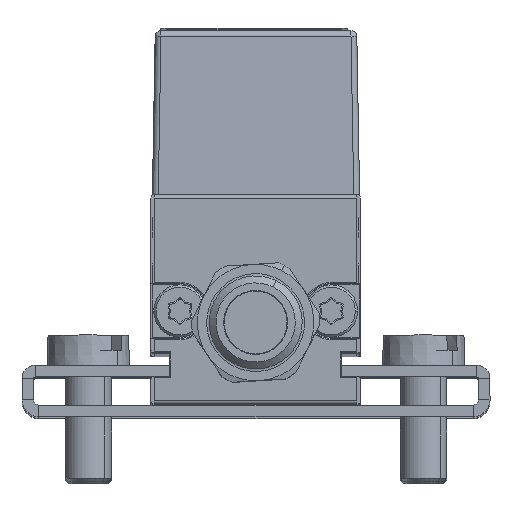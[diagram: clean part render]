
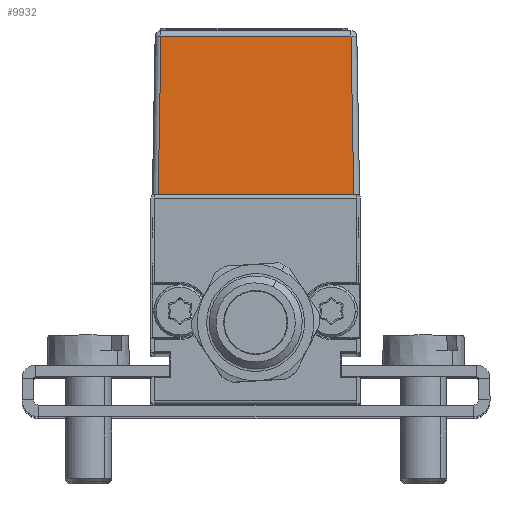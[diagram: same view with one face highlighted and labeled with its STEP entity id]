
A CAD part, top view. The second image highlights one B-rep face of the part: STEP entity #9932.
In plain terms, the highlighted planar face has unit normal (0, 0.018, 1).
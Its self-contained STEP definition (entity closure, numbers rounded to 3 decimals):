
#1103 = LINE ( 'NONE', #6966, #15666 ) ;
#1104 = VERTEX_POINT ( 'NONE', #14247 ) ;
#1903 = EDGE_CURVE ( 'NONE', #10959, #1104, #18736, .T. ) ;
#2127 = CARTESIAN_POINT ( 'NONE',  ( -8.366, 18., 183.009 ) ) ;
#2516 = EDGE_CURVE ( 'NONE', #22130, #10959, #1103, .T. ) ;
#4592 = ORIENTED_EDGE ( 'NONE', *, *, #2516, .T. ) ;
#4868 = DIRECTION ( 'NONE',  ( -0.017, 1., -0.017 ) ) ;
#5185 = LINE ( 'NONE', #18943, #10146 ) ;
#5765 = DIRECTION ( 'NONE',  ( -0.017, -1., 0.017 ) ) ;
#6785 = CARTESIAN_POINT ( 'NONE',  ( 8.421, 18.302, 183.003 ) ) ;
#6966 = CARTESIAN_POINT ( 'NONE',  ( -8.868, 18., 183.009 ) ) ;
#8075 = ORIENTED_EDGE ( 'NONE', *, *, #1903, .T. ) ;
#8656 = VECTOR ( 'NONE', #4868, 1000. ) ;
#8810 = DIRECTION ( 'NONE',  ( 1., 0., 0. ) ) ;
#9440 = ORIENTED_EDGE ( 'NONE', *, *, #22612, .T. ) ;
#9882 = EDGE_LOOP ( 'NONE', ( #8075, #16056, #9440, #4592 ) ) ;
#9932 = ADVANCED_FACE ( 'NONE', ( #18435 ), #21301, .T. ) ;
#10022 = CARTESIAN_POINT ( 'NONE',  ( -8.868, 18., 183.009 ) ) ;
#10045 = VERTEX_POINT ( 'NONE', #12350 ) ;
#10146 = VECTOR ( 'NONE', #5765, 1000. ) ;
#10959 = VERTEX_POINT ( 'NONE', #19933 ) ;
#11425 = AXIS2_PLACEMENT_3D ( 'NONE', #10022, #23254, #11958 ) ;
#11958 = DIRECTION ( 'NONE',  ( 0., -1., 0.017 ) ) ;
#12350 = CARTESIAN_POINT ( 'NONE',  ( -8.129, 31.583, 182.771 ) ) ;
#14176 = DIRECTION ( 'NONE',  ( -1., 0., 0. ) ) ;
#14247 = CARTESIAN_POINT ( 'NONE',  ( 8.189, 31.583, 182.771 ) ) ;
#15666 = VECTOR ( 'NONE', #8810, 1000. ) ;
#16056 = ORIENTED_EDGE ( 'NONE', *, *, #22939, .T. ) ;
#18435 = FACE_OUTER_BOUND ( 'NONE', #9882, .T. ) ;
#18736 = LINE ( 'NONE', #6785, #8656 ) ;
#18943 = CARTESIAN_POINT ( 'NONE',  ( -8.366, 17.991, 183.009 ) ) ;
#19933 = CARTESIAN_POINT ( 'NONE',  ( 8.426, 18., 183.009 ) ) ;
#20273 = VECTOR ( 'NONE', #14176, 1000. ) ;
#20859 = LINE ( 'NONE', #23607, #20273 ) ;
#21301 = PLANE ( 'NONE',  #11425 ) ;
#22130 = VERTEX_POINT ( 'NONE', #2127 ) ;
#22612 = EDGE_CURVE ( 'NONE', #10045, #22130, #5185, .T. ) ;
#22939 = EDGE_CURVE ( 'NONE', #1104, #10045, #20859, .T. ) ;
#23254 = DIRECTION ( 'NONE',  ( 0., 0.017, 1. ) ) ;
#23607 = CARTESIAN_POINT ( 'NONE',  ( -8.868, 31.583, 182.771 ) ) ;
